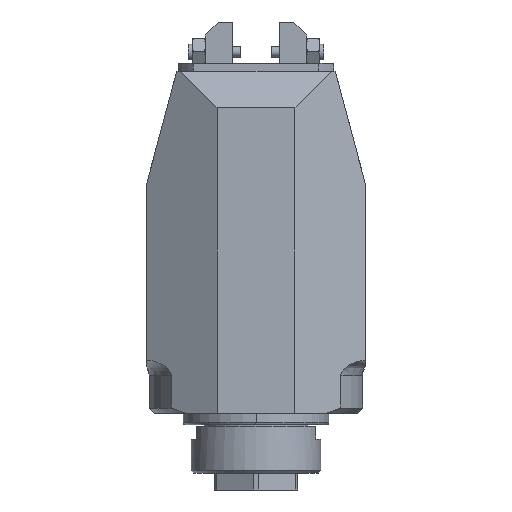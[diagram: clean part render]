
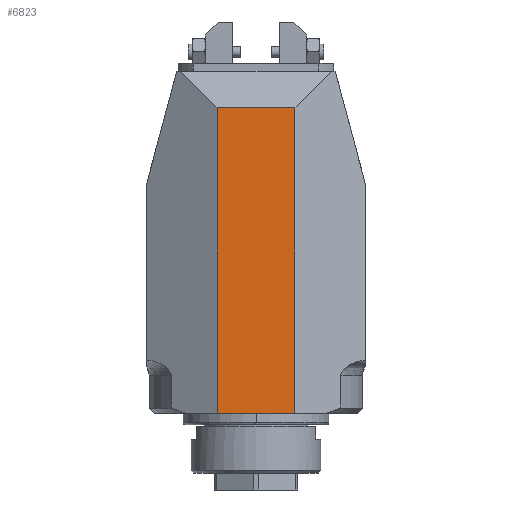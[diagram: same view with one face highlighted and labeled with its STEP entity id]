
A CAD part, left-side view. The second image highlights one B-rep face of the part: STEP entity #6823.
In plain terms, the highlighted planar face has unit normal (-1, 0, 0).
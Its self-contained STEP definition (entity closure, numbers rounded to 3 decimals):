
#723=DIRECTION('',(0.,1.,0.));
#724=VECTOR('',#723,30.);
#725=CARTESIAN_POINT('',(-125.,-15.,49.));
#726=LINE('',#725,#724);
#727=DIRECTION('',(0.,0.,-1.));
#728=VECTOR('',#727,117.5);
#729=CARTESIAN_POINT('',(-125.,-15.,49.));
#730=LINE('',#729,#728);
#731=DIRECTION('',(0.,1.,0.));
#732=VECTOR('',#731,30.);
#733=CARTESIAN_POINT('',(-125.,-15.,-68.5));
#734=LINE('',#733,#732);
#735=DIRECTION('',(0.,0.,-1.));
#736=VECTOR('',#735,117.5);
#737=CARTESIAN_POINT('',(-125.,15.,49.));
#738=LINE('',#737,#736);
#5499=CARTESIAN_POINT('',(-125.,-15.,-68.5));
#5500=CARTESIAN_POINT('',(-125.,15.,-68.5));
#5501=VERTEX_POINT('',#5499);
#5502=VERTEX_POINT('',#5500);
#5519=CARTESIAN_POINT('',(-125.,15.,49.));
#5521=VERTEX_POINT('',#5519);
#5525=CARTESIAN_POINT('',(-125.,-15.,49.));
#5526=VERTEX_POINT('',#5525);
#6811=CARTESIAN_POINT('',(-125.,0.,0.));
#6812=DIRECTION('',(1.,0.,0.));
#6813=DIRECTION('',(0.,-1.,0.));
#6814=AXIS2_PLACEMENT_3D('',#6811,#6812,#6813);
#6815=PLANE('',#6814);
#6816=ORIENTED_EDGE('',*,*,#6749,.F.);
#6818=ORIENTED_EDGE('',*,*,#6817,.T.);
#6819=ORIENTED_EDGE('',*,*,#6798,.T.);
#6820=ORIENTED_EDGE('',*,*,#6769,.F.);
#6821=EDGE_LOOP('',(#6816,#6818,#6819,#6820));
#6822=FACE_OUTER_BOUND('',#6821,.F.);
#6823=ADVANCED_FACE('',(#6822),#6815,.F.);
#6749=EDGE_CURVE('',#5526,#5521,#726,.T.);
#6769=EDGE_CURVE('',#5521,#5502,#738,.T.);
#6798=EDGE_CURVE('',#5501,#5502,#734,.T.);
#6817=EDGE_CURVE('',#5526,#5501,#730,.T.);
